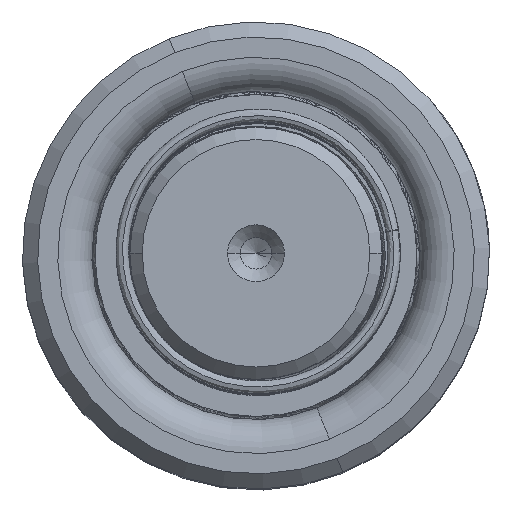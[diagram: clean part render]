
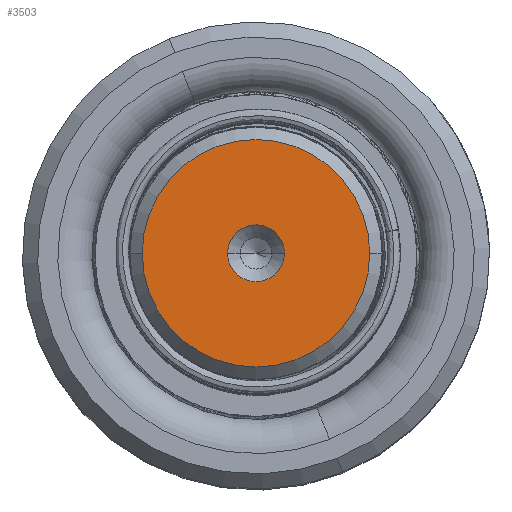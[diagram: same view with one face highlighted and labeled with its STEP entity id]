
A CAD part, top view. The second image highlights one B-rep face of the part: STEP entity #3503.
In plain terms, the highlighted planar face has unit normal (0, 0, 1).
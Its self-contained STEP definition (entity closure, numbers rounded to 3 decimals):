
#1385 = AXIS2_PLACEMENT_3D ( 'NONE', #24477, #32997, #33126 ) ;
#2863 = CIRCLE ( 'NONE', #27086, 2.25 ) ;
#3503 = ADVANCED_FACE ( 'NONE', ( #17790, #25213 ), #26796, .T. ) ;
#4620 = EDGE_LOOP ( 'NONE', ( #17306, #7571 ) ) ;
#4698 = CIRCLE ( 'NONE', #30915, 9.009 ) ;
#5406 = DIRECTION ( 'NONE',  ( 0., 0., 1. ) ) ;
#5431 = DIRECTION ( 'NONE',  ( 0., 0., 1. ) ) ;
#6180 = CARTESIAN_POINT ( 'NONE',  ( 0., 0., 150. ) ) ;
#7182 = CARTESIAN_POINT ( 'NONE',  ( -9.009, 0., 150. ) ) ;
#7571 = ORIENTED_EDGE ( 'NONE', *, *, #23571, .T. ) ;
#8075 = CARTESIAN_POINT ( 'NONE',  ( 9.009, 0., 150. ) ) ;
#12225 = VERTEX_POINT ( 'NONE', #7182 ) ;
#12622 = EDGE_LOOP ( 'NONE', ( #25370, #34481 ) ) ;
#12885 = VERTEX_POINT ( 'NONE', #31120 ) ;
#14640 = EDGE_CURVE ( 'NONE', #12225, #17660, #35524, .T. ) ;
#15561 = CARTESIAN_POINT ( 'NONE',  ( -2.25, 0., 150. ) ) ;
#17306 = ORIENTED_EDGE ( 'NONE', *, *, #14640, .T. ) ;
#17660 = VERTEX_POINT ( 'NONE', #8075 ) ;
#17790 = FACE_BOUND ( 'NONE', #12622, .T. ) ;
#18014 = CARTESIAN_POINT ( 'NONE',  ( 0., 0., 150. ) ) ;
#19707 = CIRCLE ( 'NONE', #34480, 2.25 ) ;
#20091 = AXIS2_PLACEMENT_3D ( 'NONE', #22070, #5431, #33048 ) ;
#22070 = CARTESIAN_POINT ( 'NONE',  ( 0., 0., 150. ) ) ;
#22174 = CARTESIAN_POINT ( 'NONE',  ( 0., 0., 150. ) ) ;
#23571 = EDGE_CURVE ( 'NONE', #17660, #12225, #4698, .T. ) ;
#24477 = CARTESIAN_POINT ( 'NONE',  ( 0., 0., 150. ) ) ;
#25213 = FACE_OUTER_BOUND ( 'NONE', #4620, .T. ) ;
#25370 = ORIENTED_EDGE ( 'NONE', *, *, #34249, .F. ) ;
#25434 = EDGE_CURVE ( 'NONE', #29446, #12885, #19707, .T. ) ;
#25732 = DIRECTION ( 'NONE',  ( 0., 0., 1. ) ) ;
#26074 = DIRECTION ( 'NONE',  ( 1., 0., 0. ) ) ;
#26796 = PLANE ( 'NONE',  #1385 ) ;
#27086 = AXIS2_PLACEMENT_3D ( 'NONE', #18014, #34632, #26074 ) ;
#29446 = VERTEX_POINT ( 'NONE', #15561 ) ;
#30915 = AXIS2_PLACEMENT_3D ( 'NONE', #6180, #25732, #34295 ) ;
#31120 = CARTESIAN_POINT ( 'NONE',  ( 2.25, 0., 150. ) ) ;
#32788 = DIRECTION ( 'NONE',  ( 1., 0., 0. ) ) ;
#32997 = DIRECTION ( 'NONE',  ( 0., 0., 1. ) ) ;
#33048 = DIRECTION ( 'NONE',  ( 1., 0., 0. ) ) ;
#33126 = DIRECTION ( 'NONE',  ( 1., 0., 0. ) ) ;
#34249 = EDGE_CURVE ( 'NONE', #12885, #29446, #2863, .T. ) ;
#34295 = DIRECTION ( 'NONE',  ( 1., 0., 0. ) ) ;
#34480 = AXIS2_PLACEMENT_3D ( 'NONE', #22174, #5406, #32788 ) ;
#34481 = ORIENTED_EDGE ( 'NONE', *, *, #25434, .F. ) ;
#34632 = DIRECTION ( 'NONE',  ( 0., 0., 1. ) ) ;
#35524 = CIRCLE ( 'NONE', #20091, 9.009 ) ;
